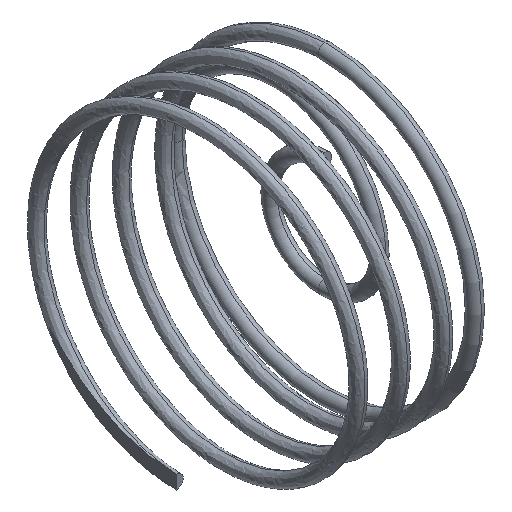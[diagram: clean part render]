
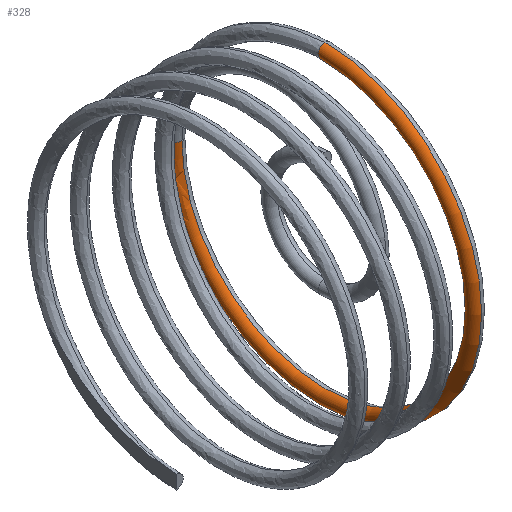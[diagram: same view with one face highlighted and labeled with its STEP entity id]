
A CAD part, isometric view. The second image highlights one B-rep face of the part: STEP entity #328.
In plain terms, the highlighted toroidal (fillet/blend) face has major radius 2.75 mm and minor radius 0.125 mm.
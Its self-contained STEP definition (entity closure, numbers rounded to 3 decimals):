
#47 = CARTESIAN_POINT ( 'NONE',  ( -0.12, 2.539, -0.965 ) ) ;
#76 = CIRCLE ( 'NONE', #707, 2.875 ) ;
#95 = CARTESIAN_POINT ( 'NONE',  ( -0.115, 2.688, -0.784 ) ) ;
#101 = CARTESIAN_POINT ( 'NONE',  ( -0.122, 2.568, -1.059 ) ) ;
#117 = CIRCLE ( 'NONE', #813, 2.625 ) ;
#118 = CARTESIAN_POINT ( 'NONE',  ( -0.125, 2.496, -1.171 ) ) ;
#131 = CARTESIAN_POINT ( 'NONE',  ( 0., 0., 0. ) ) ;
#137 = EDGE_LOOP ( 'NONE', ( #888, #437, #1176, #143, #916, #983 ) ) ;
#142 = CARTESIAN_POINT ( 'NONE',  ( -0.122, 2.524, -1.014 ) ) ;
#143 = ORIENTED_EDGE ( 'NONE', *, *, #739, .F. ) ;
#174 = EDGE_CURVE ( 'NONE', #816, #464, #76, .T. ) ;
#186 = CARTESIAN_POINT ( 'NONE',  ( 0., 2.625, 0. ) ) ;
#222 = AXIS2_PLACEMENT_3D ( 'NONE', #1163, #974, #987 ) ;
#228 = VERTEX_POINT ( 'NONE', #927 ) ;
#234 = DIRECTION ( 'NONE',  ( 0., 0., -1. ) ) ;
#259 = TOROIDAL_SURFACE ( 'NONE', #1047, 2.75, 0.125 ) ;
#297 = DIRECTION ( 'NONE',  ( 0., 0., 1. ) ) ;
#311 = CARTESIAN_POINT ( 'NONE',  ( -0.125, 2.484, -1.164 ) ) ;
#316 = VERTEX_POINT ( 'NONE', #568 ) ;
#326 = VERTEX_POINT ( 'NONE', #1028 ) ;
#328 = ADVANCED_FACE ( 'NONE', ( #376 ), #259, .T. ) ;
#332 = CARTESIAN_POINT ( 'NONE',  ( -0.125, 2.485, -1.17 ) ) ;
#342 = CARTESIAN_POINT ( 'NONE',  ( -0.125, 2.486, -1.151 ) ) ;
#348 = CARTESIAN_POINT ( 'NONE',  ( -0.124, 2.495, -1.113 ) ) ;
#370 = CARTESIAN_POINT ( 'NONE',  ( -0.107, 2.794, -0.402 ) ) ;
#376 = FACE_OUTER_BOUND ( 'NONE', #137, .T. ) ;
#397 = CARTESIAN_POINT ( 'NONE',  ( 0., 2.75, 0. ) ) ;
#402 = CARTESIAN_POINT ( 'NONE',  ( -0.115, 2.605, -0.716 ) ) ;
#409 = DIRECTION ( 'NONE',  ( 0., 1., 0. ) ) ;
#434 = CARTESIAN_POINT ( 'NONE',  ( -0.125, 2.487, -1.174 ) ) ;
#437 = ORIENTED_EDGE ( 'NONE', *, *, #174, .T. ) ;
#457 = EDGE_CURVE ( 'NONE', #316, #228, #726, .T. ) ;
#459 = DIRECTION ( 'NONE',  ( 0., 1., 0. ) ) ;
#464 = VERTEX_POINT ( 'NONE', #722 ) ;
#525 = EDGE_CURVE ( 'NONE', #810, #228, #911, .T. ) ;
#535 = CARTESIAN_POINT ( 'NONE',  ( -0.124, 2.487, -1.144 ) ) ;
#536 = CIRCLE ( 'NONE', #222, 0.125 ) ;
#538 = DIRECTION ( 'NONE',  ( -1., 0., 0. ) ) ;
#568 = CARTESIAN_POINT ( 'NONE',  ( -0.097, 2.828, 0. ) ) ;
#575 = CARTESIAN_POINT ( 'NONE',  ( -0.12, 2.612, -0.969 ) ) ;
#581 = DIRECTION ( 'NONE',  ( -1., 0., 0. ) ) ;
#597 = AXIS2_PLACEMENT_3D ( 'NONE', #922, #459, #844 ) ;
#670 = CARTESIAN_POINT ( 'NONE',  ( -0.123, 2.545, -1.104 ) ) ;
#703 = CARTESIAN_POINT ( 'NONE',  ( -0.117, 2.581, -0.816 ) ) ;
#707 = AXIS2_PLACEMENT_3D ( 'NONE', #1103, #717, #1021 ) ;
#717 = DIRECTION ( 'NONE',  ( -1., 0., 0. ) ) ;
#722 = CARTESIAN_POINT ( 'NONE',  ( 0., 0., 2.875 ) ) ;
#726 = B_SPLINE_CURVE_WITH_KNOTS ( 'NONE', 3,
 ( #1216, #1223, #370, #945, #95, #1041, #575, #101, #670, #1161, #815, #787, #118, #434, #332, #311, #820, #342, #535, #348, #1003, #142, #47, #703, #402, #1082, #902, #1195 ),
 .UNSPECIFIED., .F., .F.,
 ( 4, 2, 2, 2, 2, 2, 2, 2, 2, 2, 2, 2, 2, 4 ),
 ( 0., 0.001, 0.001, 0.001, 0.001, 0.001, 0.001, 0.001, 0.001, 0.001, 0.001, 0.002, 0.002, 0.002 ),
 .UNSPECIFIED. ) ;
#731 = CARTESIAN_POINT ( 'NONE',  ( 0., 2.875, 0. ) ) ;
#739 = EDGE_CURVE ( 'NONE', #810, #326, #117, .T. ) ;
#787 = CARTESIAN_POINT ( 'NONE',  ( -0.125, 2.5, -1.166 ) ) ;
#810 = VERTEX_POINT ( 'NONE', #186 ) ;
#813 = AXIS2_PLACEMENT_3D ( 'NONE', #131, #538, #824 ) ;
#815 = CARTESIAN_POINT ( 'NONE',  ( -0.124, 2.508, -1.156 ) ) ;
#816 = VERTEX_POINT ( 'NONE', #731 ) ;
#820 = CARTESIAN_POINT ( 'NONE',  ( -0.125, 2.485, -1.16 ) ) ;
#824 = DIRECTION ( 'NONE',  ( 0., 0., 1. ) ) ;
#844 = DIRECTION ( 'NONE',  ( 0., 0., 1. ) ) ;
#862 = EDGE_CURVE ( 'NONE', #326, #464, #931, .T. ) ;
#874 = AXIS2_PLACEMENT_3D ( 'NONE', #397, #234, #409 ) ;
#888 = ORIENTED_EDGE ( 'NONE', *, *, #1129, .T. ) ;
#902 = CARTESIAN_POINT ( 'NONE',  ( -0.102, 2.678, -0.206 ) ) ;
#911 = CIRCLE ( 'NONE', #874, 0.125 ) ;
#916 = ORIENTED_EDGE ( 'NONE', *, *, #525, .T. ) ;
#922 = CARTESIAN_POINT ( 'NONE',  ( 0., 0., 2.75 ) ) ;
#927 = CARTESIAN_POINT ( 'NONE',  ( -0.097, 2.672, 0. ) ) ;
#931 = CIRCLE ( 'NONE', #597, 0.125 ) ;
#945 = CARTESIAN_POINT ( 'NONE',  ( -0.113, 2.719, -0.69 ) ) ;
#974 = DIRECTION ( 'NONE',  ( 0., 0., -1. ) ) ;
#983 = ORIENTED_EDGE ( 'NONE', *, *, #457, .F. ) ;
#987 = DIRECTION ( 'NONE',  ( 0., 1., 0. ) ) ;
#1003 = CARTESIAN_POINT ( 'NONE',  ( -0.123, 2.502, -1.088 ) ) ;
#1021 = DIRECTION ( 'NONE',  ( 0., 0., 1. ) ) ;
#1028 = CARTESIAN_POINT ( 'NONE',  ( 0., 0., 2.625 ) ) ;
#1034 = CARTESIAN_POINT ( 'NONE',  ( 0., 0., 0. ) ) ;
#1041 = CARTESIAN_POINT ( 'NONE',  ( -0.119, 2.632, -0.923 ) ) ;
#1047 = AXIS2_PLACEMENT_3D ( 'NONE', #1034, #581, #297 ) ;
#1082 = CARTESIAN_POINT ( 'NONE',  ( -0.107, 2.661, -0.413 ) ) ;
#1103 = CARTESIAN_POINT ( 'NONE',  ( 0., 0., 0. ) ) ;
#1129 = EDGE_CURVE ( 'NONE', #316, #816, #536, .T. ) ;
#1161 = CARTESIAN_POINT ( 'NONE',  ( -0.124, 2.512, -1.151 ) ) ;
#1163 = CARTESIAN_POINT ( 'NONE',  ( 0., 2.75, 0. ) ) ;
#1176 = ORIENTED_EDGE ( 'NONE', *, *, #862, .F. ) ;
#1195 = CARTESIAN_POINT ( 'NONE',  ( -0.097, 2.672, 0. ) ) ;
#1216 = CARTESIAN_POINT ( 'NONE',  ( -0.097, 2.828, 0. ) ) ;
#1223 = CARTESIAN_POINT ( 'NONE',  ( -0.102, 2.823, -0.201 ) ) ;
